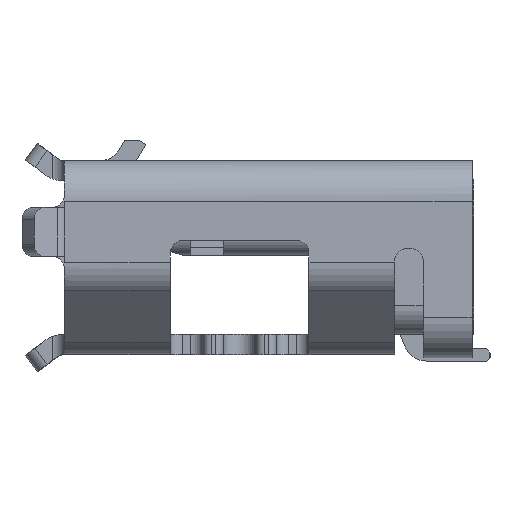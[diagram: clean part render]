
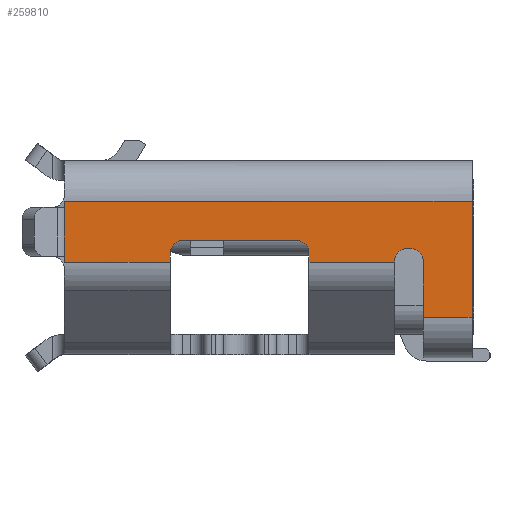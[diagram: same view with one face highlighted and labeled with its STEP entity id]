
A CAD part, left-side view. The second image highlights one B-rep face of the part: STEP entity #259810.
In plain terms, the highlighted planar face has unit normal (-1, 0, 0).
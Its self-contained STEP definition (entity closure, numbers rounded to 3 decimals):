
#201190=CARTESIAN_POINT('',(-3.7,-2.2,0.044));
#201200=VERTEX_POINT('',#201190);
#201230=CARTESIAN_POINT('',(-3.7,-2.2,0.044));
#201240=DIRECTION('',(0.,0.,-1.));
#201250=VECTOR('',#201240,0.119);
#201260=LINE('',#201230,#201250);
#201270=CARTESIAN_POINT('',(-3.7,-2.2,-0.075));
#201280=VERTEX_POINT('',#201270);
#201290=EDGE_CURVE('',#201200,#201280,#201260,.T.);
#222760=CARTESIAN_POINT('',(-3.7,-3.5,-0.63));
#222770=VERTEX_POINT('',#222760);
#223970=CARTESIAN_POINT('',(-3.7,-3.5,-0.031));
#223980=VERTEX_POINT('',#223970);
#225190=CARTESIAN_POINT('',(-3.7,-3.5,-0.63));
#225200=DIRECTION('',(0.,0.,1.));
#225210=VECTOR('',#225200,0.599);
#225220=LINE('',#225190,#225210);
#225230=EDGE_CURVE('',#222770,#223980,#225220,.T.);
#225380=CARTESIAN_POINT('',(-3.7,-2.05,-0.075));
#225390=DIRECTION('',(1.,0.,0.));
#225400=DIRECTION('',(0.,-1.,0.));
#225410=AXIS2_PLACEMENT_3D('',#225380,#225390,#225400);
#225420=CIRCLE('',#225410,0.15);
#225430=CARTESIAN_POINT('',(-3.7,-2.05,-0.225));
#225440=VERTEX_POINT('',#225430);
#225450=EDGE_CURVE('',#201280,#225440,#225420,.T.);
#225610=CARTESIAN_POINT('',(-3.7,-0.65,-0.075)
);
#225620=DIRECTION('',(1.,0.,0.));
#225630=DIRECTION('',(0.,0.,-1.));
#225640=AXIS2_PLACEMENT_3D('',#225610,#225620,#225630);
#225650=CIRCLE('',#225640,0.15);
#225660=CARTESIAN_POINT('',(-3.7,-0.65,-0.225))
;
#225670=VERTEX_POINT('',#225660);
#225680=CARTESIAN_POINT('',(-3.7,-0.5,-0.075)
);
#225690=VERTEX_POINT('',#225680);
#225700=EDGE_CURVE('',#225670,#225690,#225650,.T.);
#225980=CARTESIAN_POINT('',(-3.7,0.55,0.025));
#225990=VERTEX_POINT('',#225980);
#226020=CARTESIAN_POINT('',(-3.7,0.7,0.025));
#226030=DIRECTION('',(1.,0.,0.));
#226040=DIRECTION('',(0.,-1.,0.));
#226050=AXIS2_PLACEMENT_3D('',#226020,#226030,#226040);
#226060=CIRCLE('',#226050,0.15);
#226070=CARTESIAN_POINT('',(-3.7,0.7,-0.125));
#226080=VERTEX_POINT('',#226070);
#226090=EDGE_CURVE('',#225990,#226080,#226060,.T.);
#226270=CARTESIAN_POINT('',(-3.7,0.75,-0.125));
#226280=DIRECTION('',(0.,-1.,0.));
#226290=VECTOR('',#226280,0.05);
#226300=LINE('',#226270,#226290);
#226310=CARTESIAN_POINT('',(-3.7,0.75,-0.125));
#226320=VERTEX_POINT('',#226310);
#226330=EDGE_CURVE('',#226320,#226080,#226300,.T.);
#226490=CARTESIAN_POINT('',(-3.7,0.9,0.025));
#226500=DIRECTION('',(0.,0.,1.));
#226510=VECTOR('',#226500,0.69);
#226520=LINE('',#226490,#226510);
#226530=CARTESIAN_POINT('',(-3.7,0.9,0.025));
#226540=VERTEX_POINT('',#226530);
#226550=CARTESIAN_POINT('',(-3.7,0.9,0.715));
#226560=VERTEX_POINT('',#226550);
#226570=EDGE_CURVE('',#226540,#226560,#226520,.T.);
#228850=CARTESIAN_POINT('',(-3.7,-3.5,0.044));
#228860=DIRECTION('',(0.,1.,0.));
#228870=VECTOR('',#228860,1.);
#228880=LINE('',#228850,#228870);
#228890=CARTESIAN_POINT('',(-3.7,-0.5,0.044))
;
#228900=VERTEX_POINT('',#228890);
#228910=CARTESIAN_POINT('',(-3.7,0.55,0.044));
#228920=VERTEX_POINT('',#228910);
#228930=EDGE_CURVE('',#228900,#228920,#228880,.T.);
#229540=CARTESIAN_POINT('',(-3.7,0.55,0.044));
#229550=DIRECTION('',(0.,0.,-1.));
#229560=VECTOR('',#229550,0.019);
#229570=LINE('',#229540,#229560);
#229580=EDGE_CURVE('',#228920,#225990,#229570,.T.);
#255590=CARTESIAN_POINT('',(-3.7,-3.5,-0.705));
#255600=DIRECTION('',(0.,1.,0.));
#255610=VECTOR('',#255600,1.);
#255620=LINE('',#255590,#255610);
#255630=CARTESIAN_POINT('',(-3.7,-3.5,-0.705));
#255640=VERTEX_POINT('',#255630);
#255650=CARTESIAN_POINT('',(-3.7,1.5,-0.705));
#255660=VERTEX_POINT('',#255650);
#255670=EDGE_CURVE('',#255640,#255660,#255620,.T.);
#256340=CARTESIAN_POINT('',(-3.7,1.5,0.715));
#256350=VERTEX_POINT('',#256340);
#256380=CARTESIAN_POINT('',(-3.7,1.5,0.715));
#256390=DIRECTION('',(0.,0.,-1.));
#256400=VECTOR('',#256390,1.42);
#256410=LINE('',#256380,#256400);
#256420=EDGE_CURVE('',#256350,#255660,#256410,.T.);
#259120=CARTESIAN_POINT('',(-3.7,1.5,0.715));
#259130=DIRECTION('',(0.,-1.,0.));
#259140=VECTOR('',#259130,0.6);
#259150=LINE('',#259120,#259140);
#259160=EDGE_CURVE('',#256350,#226560,#259150,.T.);
#259230=CARTESIAN_POINT('',(-3.7,-3.5,0.044));
#259240=DIRECTION('',(1.,0.,0.));
#259250=DIRECTION('',(0.,0.,-1.));
#259260=AXIS2_PLACEMENT_3D('',#259230,#259240,#259250);
#259270=PLANE('',#259260);
#259280=ORIENTED_EDGE('',*,*,#256420,.T.);
#259290=ORIENTED_EDGE('',*,*,#259160,.F.);
#259300=ORIENTED_EDGE('',*,*,#226570,.T.);
#259310=CARTESIAN_POINT('',(-3.7,0.75,0.025));
#259320=DIRECTION('',(1.,0.,0.));
#259330=DIRECTION('',(0.,0.,-1.));
#259340=AXIS2_PLACEMENT_3D('',#259310,#259320,#259330);
#259350=CIRCLE('',#259340,0.15);
#259360=EDGE_CURVE('',#226320,#226540,#259350,.T.);
#259370=ORIENTED_EDGE('',*,*,#259360,.T.);
#259380=ORIENTED_EDGE('',*,*,#226330,.F.);
#259390=ORIENTED_EDGE('',*,*,#226090,.T.);
#259400=ORIENTED_EDGE('',*,*,#229580,.T.);
#259410=ORIENTED_EDGE('',*,*,#228930,.T.);
#259420=CARTESIAN_POINT('',(-3.7,-0.5,0.044))
;
#259430=DIRECTION('',(0.,0.,-1.));
#259440=VECTOR('',#259430,0.119);
#259450=LINE('',#259420,#259440);
#259460=EDGE_CURVE('',#228900,#225690,#259450,.T.);
#259470=ORIENTED_EDGE('',*,*,#259460,.F.);
#259480=ORIENTED_EDGE('',*,*,#225700,.T.);
#259490=CARTESIAN_POINT('',(-3.7,-3.5,-0.225));
#259500=DIRECTION('',(0.,-1.,0.));
#259510=VECTOR('',#259500,1.);
#259520=LINE('',#259490,#259510);
#259530=EDGE_CURVE('',#225670,#225440,#259520,.T.);
#259540=ORIENTED_EDGE('',*,*,#259530,.F.);
#259550=ORIENTED_EDGE('',*,*,#225450,.T.);
#259560=ORIENTED_EDGE('',*,*,#201290,.T.);
#259570=CARTESIAN_POINT('',(-3.7,-3.5,0.044));
#259580=DIRECTION('',(0.,1.,0.));
#259590=VECTOR('',#259580,1.);
#259600=LINE('',#259570,#259590);
#259610=CARTESIAN_POINT('',(-3.7,-3.5,0.044));
#259620=VERTEX_POINT('',#259610);
#259630=EDGE_CURVE('',#259620,#201200,#259600,.T.);
#259640=ORIENTED_EDGE('',*,*,#259630,.T.);
#259650=CARTESIAN_POINT('',(-3.7,-3.5,0.044));
#259660=DIRECTION('',(0.,0.,-1.));
#259670=VECTOR('',#259660,0.075);
#259680=LINE('',#259650,#259670);
#259690=EDGE_CURVE('',#259620,#223980,#259680,.T.);
#259700=ORIENTED_EDGE('',*,*,#259690,.F.);
#259710=ORIENTED_EDGE('',*,*,#225230,.T.);
#259720=CARTESIAN_POINT('',(-3.7,-3.5,-0.63));
#259730=DIRECTION('',(0.,0.,-1.));
#259740=VECTOR('',#259730,0.075);
#259750=LINE('',#259720,#259740);
#259760=EDGE_CURVE('',#222770,#255640,#259750,.T.);
#259770=ORIENTED_EDGE('',*,*,#259760,.F.);
#259780=ORIENTED_EDGE('',*,*,#255670,.F.);
#259790=EDGE_LOOP('',(#259780,#259770,#259710,#259700,#259640,#259560,
#259550,#259540,#259480,#259470,#259410,#259400,#259390,#259380,#259370,
#259300,#259290,#259280));
#259800=FACE_OUTER_BOUND('',#259790,.T.);
#259810=ADVANCED_FACE('',(#259800),#259270,.F.);
